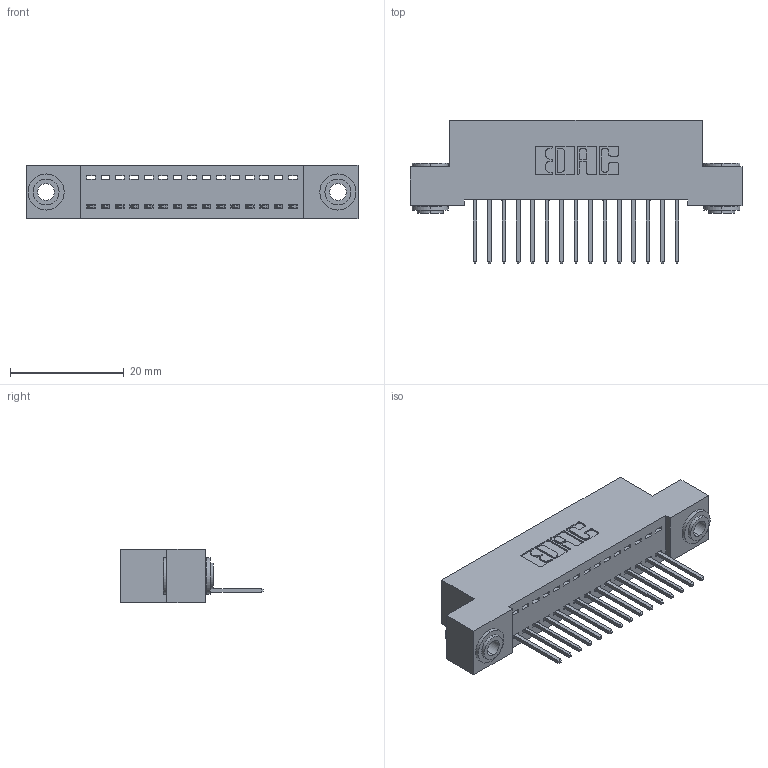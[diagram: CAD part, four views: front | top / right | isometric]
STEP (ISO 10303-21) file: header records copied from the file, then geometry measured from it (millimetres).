
FILE_DESCRIPTION (( 'STEP AP203' ), '1' );
FILE_NAME ('342-015-523-103.STEP', '2019-10-01T18:19:18', ( '' ), ( '' ), 'SwSTEP 2.0', 'SolidWorks 2016', '' );
FILE_SCHEMA (( 'CONFIG_CONTROL_DESIGN' ));
Length unit declared in the file: inch
Products named in the file (4): 342 Part_.156 TH; 345-292-001_345-293-123; 342-250-002_345-250-002-102; 342-015-523-103
Assembly tree (18 placements, depth 2):
  342-015-523-103
    342 Part_.156 TH
    345-292-001_345-293-123  x15
    342-250-002_345-250-002-102  x2
Bounding box: 58.42 x 25.15 x 9.4 mm (x, y, z)
Volume: 5039.8 mm3; surface area: 7137.1 mm2
Topology: 18 solids, 18 shells, 1018 faces, 3015 edges, 1986 vertices
Faces by surface type: plane 706, cylinder 304, cone 8
Entity records: 13198 total; most frequent: CARTESIAN_POINT 2258, ORIENTED_EDGE 2202, DIRECTION 1993, EDGE_CURVE 1101, LINE 949, VECTOR 949, VERTEX_POINT 730, AXIS2_PLACEMENT_3D 522
